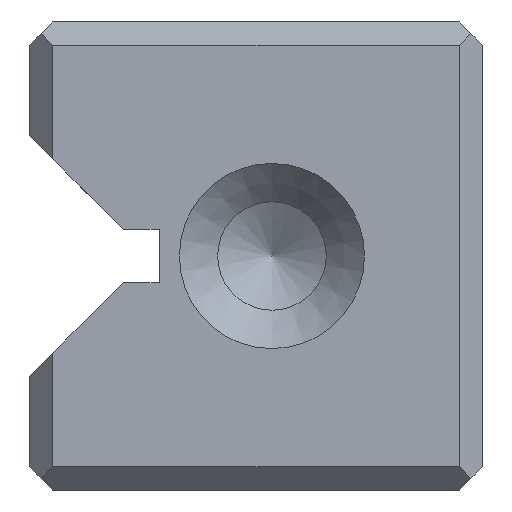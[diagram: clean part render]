
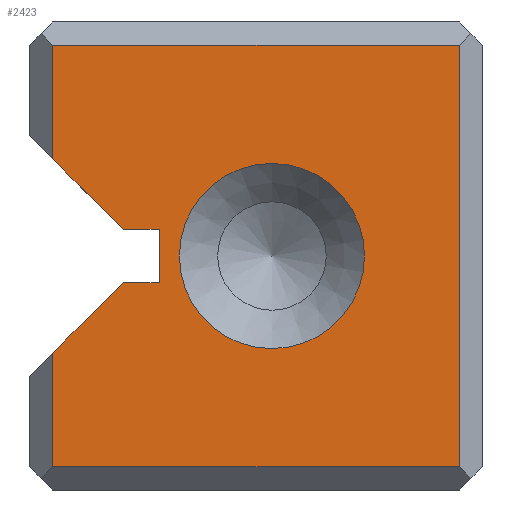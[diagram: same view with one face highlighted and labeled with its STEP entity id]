
A CAD part, left-side view. The second image highlights one B-rep face of the part: STEP entity #2423.
In plain terms, the highlighted planar face has unit normal (-1, 0, 0).
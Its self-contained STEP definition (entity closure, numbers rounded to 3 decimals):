
#2423=ADVANCED_FACE('',(#3025,#3026),#2754,.T.);
#2754=PLANE('',#8123);
#2980=CIRCLE('',#8122,4.35);
#3025=FACE_BOUND('',#3109,.T.);
#3026=FACE_BOUND('',#3110,.T.);
#3109=EDGE_LOOP('',(#3883));
#3110=EDGE_LOOP('',(#3884,#3885,#3886,#3887,#3888,#3889,#3890,#3891,#3892,
#3893));
#3883=ORIENTED_EDGE('',*,*,#6179,.T.);
#3884=ORIENTED_EDGE('',*,*,#6180,.T.);
#3885=ORIENTED_EDGE('',*,*,#6181,.T.);
#3886=ORIENTED_EDGE('',*,*,#6182,.T.);
#3887=ORIENTED_EDGE('',*,*,#6183,.T.);
#3888=ORIENTED_EDGE('',*,*,#6184,.F.);
#3889=ORIENTED_EDGE('',*,*,#6185,.F.);
#3890=ORIENTED_EDGE('',*,*,#6186,.F.);
#3891=ORIENTED_EDGE('',*,*,#6187,.F.);
#3892=ORIENTED_EDGE('',*,*,#6188,.T.);
#3893=ORIENTED_EDGE('',*,*,#6189,.T.);
#5599=VERTEX_POINT('',#10279);
#5600=VERTEX_POINT('',#10281);
#5601=VERTEX_POINT('',#10282);
#5602=VERTEX_POINT('',#10284);
#5603=VERTEX_POINT('',#10286);
#5604=VERTEX_POINT('',#10288);
#5605=VERTEX_POINT('',#10290);
#5606=VERTEX_POINT('',#10292);
#5607=VERTEX_POINT('',#10294);
#5608=VERTEX_POINT('',#10296);
#5609=VERTEX_POINT('',#10298);
#6179=EDGE_CURVE('',#5599,#5599,#2980,.T.);
#6180=EDGE_CURVE('',#5600,#5601,#6959,.T.);
#6181=EDGE_CURVE('',#5601,#5602,#6960,.T.);
#6182=EDGE_CURVE('',#5602,#5603,#6961,.T.);
#6183=EDGE_CURVE('',#5603,#5604,#6962,.T.);
#6184=EDGE_CURVE('',#5605,#5604,#6963,.T.);
#6185=EDGE_CURVE('',#5606,#5605,#6964,.T.);
#6186=EDGE_CURVE('',#5607,#5606,#6965,.T.);
#6187=EDGE_CURVE('',#5608,#5607,#6966,.T.);
#6188=EDGE_CURVE('',#5608,#5609,#6967,.T.);
#6189=EDGE_CURVE('',#5609,#5600,#6968,.T.);
#6959=LINE('',#10280,#7619);
#6960=LINE('',#10283,#7620);
#6961=LINE('',#10285,#7621);
#6962=LINE('',#10287,#7622);
#6963=LINE('',#10289,#7623);
#6964=LINE('',#10291,#7624);
#6965=LINE('',#10293,#7625);
#6966=LINE('',#10295,#7626);
#6967=LINE('',#10297,#7627);
#6968=LINE('',#10299,#7628);
#7619=VECTOR('',#8553,1.);
#7620=VECTOR('',#8554,1.);
#7621=VECTOR('',#8555,1.);
#7622=VECTOR('',#8556,1.);
#7623=VECTOR('',#8557,1.);
#7624=VECTOR('',#8558,1.);
#7625=VECTOR('',#8559,1.);
#7626=VECTOR('',#8560,1.);
#7627=VECTOR('',#8561,1.);
#7628=VECTOR('',#8562,1.);
#8122=AXIS2_PLACEMENT_3D('',#10278,#8551,#8552);
#8123=AXIS2_PLACEMENT_3D('',#10300,#8563,#8564);
#8551=DIRECTION('',(1.,0.,0.));
#8552=DIRECTION('',(0.,0.,-1.));
#8553=DIRECTION('',(0.,-1.,0.));
#8554=DIRECTION('',(0.,0.,1.));
#8555=DIRECTION('',(0.,1.,0.));
#8556=DIRECTION('',(0.,0.,-1.));
#8557=DIRECTION('',(0.,0.707,0.707));
#8558=DIRECTION('',(0.,1.,0.));
#8559=DIRECTION('',(0.,0.,1.));
#8560=DIRECTION('',(0.,-1.,0.));
#8561=DIRECTION('',(0.,0.707,-0.707));
#8562=DIRECTION('',(0.,0.,-1.));
#8563=DIRECTION('',(-1.,0.,0.));
#8564=DIRECTION('',(0.,0.,-1.));
#10278=CARTESIAN_POINT('',(0.,9.9,11.));
#10279=CARTESIAN_POINT('',(0.,9.9,6.65));
#10280=CARTESIAN_POINT('',(0.,10.65,1.1));
#10281=CARTESIAN_POINT('',(0.,20.2,1.1));
#10282=CARTESIAN_POINT('',(0.,1.1,1.1));
#10283=CARTESIAN_POINT('',(0.,1.1,0.));
#10284=CARTESIAN_POINT('',(0.,1.1,20.9));
#10285=CARTESIAN_POINT('',(0.,10.65,20.9));
#10286=CARTESIAN_POINT('',(0.,20.2,20.9));
#10287=CARTESIAN_POINT('',(0.,20.2,0.));
#10288=CARTESIAN_POINT('',(0.,20.2,15.564));
#10289=CARTESIAN_POINT('',(0.,7.643,3.007));
#10290=CARTESIAN_POINT('',(0.,16.886,12.25));
#10291=CARTESIAN_POINT('',(0.,10.65,12.25));
#10292=CARTESIAN_POINT('',(0.,15.2,12.25));
#10293=CARTESIAN_POINT('',(0.,15.2,0.));
#10294=CARTESIAN_POINT('',(0.,15.2,9.75));
#10295=CARTESIAN_POINT('',(0.,10.65,9.75));
#10296=CARTESIAN_POINT('',(0.,16.886,9.75));
#10297=CARTESIAN_POINT('',(0.,18.643,7.993));
#10298=CARTESIAN_POINT('',(0.,20.2,6.436));
#10299=CARTESIAN_POINT('',(0.,20.2,0.));
#10300=CARTESIAN_POINT('',(0.,10.65,0.));
